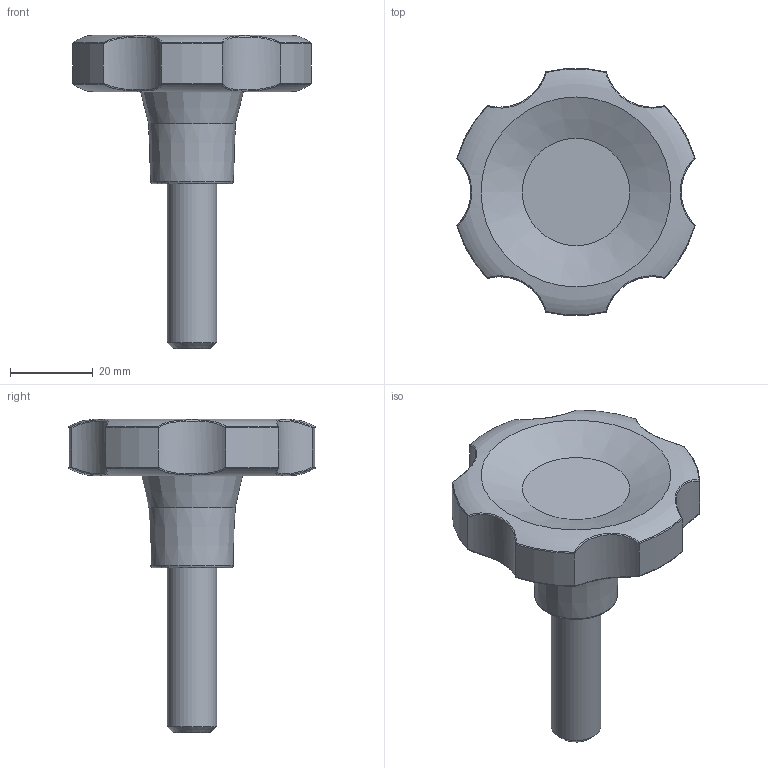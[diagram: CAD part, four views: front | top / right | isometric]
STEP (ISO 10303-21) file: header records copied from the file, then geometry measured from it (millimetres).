
FILE_DESCRIPTION( ( 'Unknown' ), '1' );
FILE_NAME( '6372340_LP60_M12x40.stp', 'Unknown', ( 'Unknown' ), ( 'Unknown' ), 'PSStep 11.0', 'Unknown', ' ' );
FILE_SCHEMA( ( 'AUTOMOTIVE_DESIGN { 1 0 10303 214 1 1 1 1 }' ) );
Length unit declared in the file: millimetre
Products named in the file (1): 6372340
Bounding box: 57.75 x 59.79 x 76 mm (x, y, z)
Volume: 34559.5 mm3; surface area: 11878.5 mm2
Topology: 1 solids, 2 shells, 55 faces, 144 edges, 93 vertices
Faces by surface type: torus 18, cylinder 14, bspline 12, cone 7, plane 4
Full cylindrical faces by diameter (mm): 12 x1, 14 x1
Entity records: 7224 total; most frequent: CARTESIAN_POINT 5652, ORIENTED_EDGE 250, DIRECTION 182, EDGE_CURVE 125, VERTEX_POINT 89, AXIS2_PLACEMENT_3D 85, EDGE_LOOP 72, B_SPLINE_CURVE_WITH_KNOTS 72
